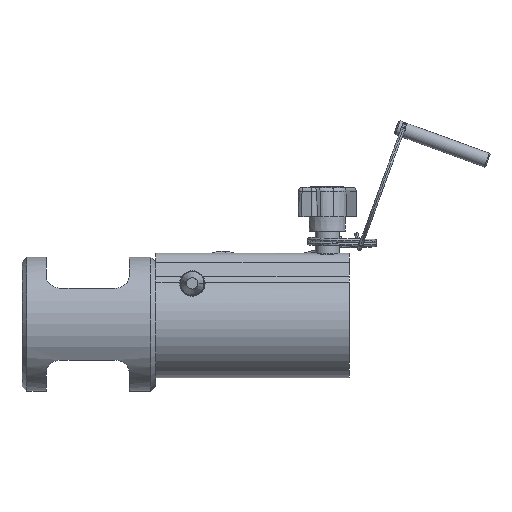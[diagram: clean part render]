
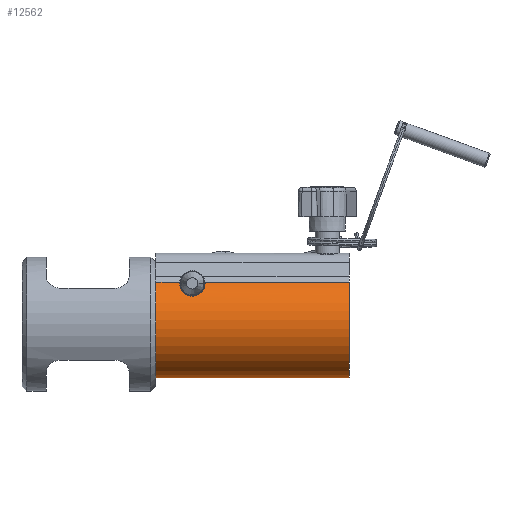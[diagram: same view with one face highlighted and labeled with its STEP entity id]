
A CAD part, left-side view. The second image highlights one B-rep face of the part: STEP entity #12562.
In plain terms, the highlighted cylindrical face has radius 22 mm (diameter 44 mm), a partial arc.
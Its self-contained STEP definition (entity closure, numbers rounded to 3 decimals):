
#44 = CARTESIAN_POINT ( 'NONE',  ( 0., 135., -22. ) ) ;
#45 = CARTESIAN_POINT ( 'NONE',  ( 0., 92.5, -22. ) ) ;
#95 = CARTESIAN_POINT ( 'NONE',  ( -17.74, 81.141, 13.013 ) ) ;
#271 = CARTESIAN_POINT ( 'NONE',  ( -16.691, 82.15, 14.339 ) ) ;
#388 = ORIENTED_EDGE ( 'NONE', *, *, #1174, .F. ) ;
#429 = CARTESIAN_POINT ( 'NONE',  ( -18.724, 77.5, 11.55 ) ) ;
#483 = CARTESIAN_POINT ( 'NONE',  ( 0., 13., 0. ) ) ;
#536 = CARTESIAN_POINT ( 'NONE',  ( -18.02, 74.315, 12.622 ) ) ;
#564 = CARTESIAN_POINT ( 'NONE',  ( -18.724, 77.5, 11.55 ) ) ;
#594 = CARTESIAN_POINT ( 'NONE',  ( -17.31, 73.35, 13.579 ) ) ;
#599 = CARTESIAN_POINT ( 'NONE',  ( -13.588, 72.274, 17.302 ) ) ;
#1174 = EDGE_CURVE ( 'NONE', #7438, #10146, #14850, .T. ) ;
#1373 = CARTESIAN_POINT ( 'NONE',  ( -14.278, 82.778, 16.76 ) ) ;
#1431 = CARTESIAN_POINT ( 'NONE',  ( -18.656, 78.59, 11.66 ) ) ;
#1594 = CARTESIAN_POINT ( 'NONE',  ( -18.189, 80.36, 12.378 ) ) ;
#1803 = VERTEX_POINT ( 'NONE', #45 ) ;
#1872 = EDGE_CURVE ( 'NONE', #13170, #2873, #14488, .T. ) ;
#2384 = AXIS2_PLACEMENT_3D ( 'NONE', #5486, #16070, #10684 ) ;
#2385 = CARTESIAN_POINT ( 'NONE',  ( -13.588, 82.726, 17.302 ) ) ;
#2396 = FACE_OUTER_BOUND ( 'NONE', #14723, .T. ) ;
#2873 = VERTEX_POINT ( 'NONE', #2385 ) ;
#2876 = CARTESIAN_POINT ( 'NONE',  ( -18.589, 79.01, 11.767 ) ) ;
#3016 = CARTESIAN_POINT ( 'NONE',  ( -17.742, 73.863, 13.009 ) ) ;
#3078 = ORIENTED_EDGE ( 'NONE', *, *, #3262, .F. ) ;
#3188 = EDGE_CURVE ( 'NONE', #7438, #13170, #6504, .T. ) ;
#3205 = VECTOR ( 'NONE', #4217, 1000. ) ;
#3262 = EDGE_CURVE ( 'NONE', #1803, #11461, #5504, .T. ) ;
#3413 = DIRECTION ( 'NONE',  ( 0., 0., 1. ) ) ;
#4217 = DIRECTION ( 'NONE',  ( 0., -1., 0. ) ) ;
#4462 = CARTESIAN_POINT ( 'NONE',  ( -13.588, 13., 17.302 ) ) ;
#5486 = CARTESIAN_POINT ( 'NONE',  ( 0., 135., 0. ) ) ;
#5504 = CIRCLE ( 'NONE', #15829, 22. ) ;
#5517 = EDGE_CURVE ( 'NONE', #1803, #10473, #7730, .T. ) ;
#5789 = CARTESIAN_POINT ( 'NONE',  ( -15.842, 72.468, 15.271 ) ) ;
#5847 = CARTESIAN_POINT ( 'NONE',  ( -13.588, 72.274, 17.302 ) ) ;
#5899 = DIRECTION ( 'NONE',  ( 0., 1., 0. ) ) ;
#5982 = EDGE_CURVE ( 'NONE', #10473, #10146, #14352, .T. ) ;
#6199 = CARTESIAN_POINT ( 'NONE',  ( -13.588, 135., 17.302 ) ) ;
#6504 = B_SPLINE_CURVE_WITH_KNOTS ( 'NONE', 3,
 ( #5847, #10933, #14868, #5789, #14928, #13711, #13763, #594, #16244, #15097, #3016, #11098, #536, #7175, #8320, #12370, #15033, #16420, #12308, #429 ),
 .UNSPECIFIED., .F., .F.,
 ( 4, 2, 2, 2, 2, 2, 2, 2, 2, 4 ),
 ( 0., 0.003, 0.004, 0.005, 0.006, 0.007, 0.007, 0.008, 0.009, 0.01 ),
 .UNSPECIFIED. ) ;
#6640 = CARTESIAN_POINT ( 'NONE',  ( -15.842, 82.532, 15.272 ) ) ;
#6744 = ORIENTED_EDGE ( 'NONE', *, *, #1872, .T. ) ;
#6805 = CARTESIAN_POINT ( 'NONE',  ( -18.716, 77.942, 11.564 ) ) ;
#6856 = CARTESIAN_POINT ( 'NONE',  ( -18.546, 79.217, 11.834 ) ) ;
#7175 = CARTESIAN_POINT ( 'NONE',  ( -18.183, 74.651, 12.386 ) ) ;
#7352 = DIRECTION ( 'NONE',  ( 0., 1., 0. ) ) ;
#7438 = VERTEX_POINT ( 'NONE', #599 ) ;
#7730 = LINE ( 'NONE', #44, #12270 ) ;
#7766 = ORIENTED_EDGE ( 'NONE', *, *, #5982, .T. ) ;
#7827 = CARTESIAN_POINT ( 'NONE',  ( -13.588, 92.5, 17.302 ) ) ;
#8070 = CARTESIAN_POINT ( 'NONE',  ( -17.422, 81.535, 13.435 ) ) ;
#8170 = CARTESIAN_POINT ( 'NONE',  ( -17.638, 81.279, 13.15 ) ) ;
#8320 = CARTESIAN_POINT ( 'NONE',  ( -18.257, 74.829, 12.275 ) ) ;
#8366 = CYLINDRICAL_SURFACE ( 'NONE', #2384, 22. ) ;
#9290 = CARTESIAN_POINT ( 'NONE',  ( -17.307, 81.653, 13.584 ) ) ;
#9463 = CARTESIAN_POINT ( 'NONE',  ( -16.948, 81.976, 14.032 ) ) ;
#9516 = CARTESIAN_POINT ( 'NONE',  ( -18.445, 79.617, 11.991 ) ) ;
#10146 = VERTEX_POINT ( 'NONE', #4462 ) ;
#10473 = VERTEX_POINT ( 'NONE', #15732 ) ;
#10684 = DIRECTION ( 'NONE',  ( 0., 0., -1. ) ) ;
#10813 = CARTESIAN_POINT ( 'NONE',  ( -13.588, 135., 17.302 ) ) ;
#10933 = CARTESIAN_POINT ( 'NONE',  ( -14.279, 72.222, 16.759 ) ) ;
#10966 = AXIS2_PLACEMENT_3D ( 'NONE', #483, #5899, #15095 ) ;
#11098 = CARTESIAN_POINT ( 'NONE',  ( -17.932, 74.157, 12.747 ) ) ;
#11445 = DIRECTION ( 'NONE',  ( 0., -1., 0. ) ) ;
#11461 = VERTEX_POINT ( 'NONE', #7827 ) ;
#11905 = VECTOR ( 'NONE', #11445, 1000. ) ;
#11989 = CARTESIAN_POINT ( 'NONE',  ( -18.681, 78.377, 11.619 ) ) ;
#11998 = ORIENTED_EDGE ( 'NONE', *, *, #5517, .T. ) ;
#12039 = CARTESIAN_POINT ( 'NONE',  ( -18.724, 77.5, 11.55 ) ) ;
#12098 = CARTESIAN_POINT ( 'NONE',  ( -13.588, 82.726, 17.302 ) ) ;
#12270 = VECTOR ( 'NONE', #14775, 1000. ) ;
#12308 = CARTESIAN_POINT ( 'NONE',  ( -18.724, 77.06, 11.55 ) ) ;
#12370 = CARTESIAN_POINT ( 'NONE',  ( -18.454, 75.38, 11.979 ) ) ;
#12562 = ADVANCED_FACE ( 'NONE', ( #2396 ), #8366, .T. ) ;
#13170 = VERTEX_POINT ( 'NONE', #564 ) ;
#13426 = ORIENTED_EDGE ( 'NONE', *, *, #3188, .T. ) ;
#13580 = EDGE_CURVE ( 'NONE', #11461, #2873, #14575, .T. ) ;
#13711 = CARTESIAN_POINT ( 'NONE',  ( -16.693, 72.852, 14.336 ) ) ;
#13763 = CARTESIAN_POINT ( 'NONE',  ( -16.951, 73.026, 14.029 ) ) ;
#14147 = ORIENTED_EDGE ( 'NONE', *, *, #13580, .F. ) ;
#14352 = CIRCLE ( 'NONE', #10966, 22. ) ;
#14488 = B_SPLINE_CURVE_WITH_KNOTS ( 'NONE', 3,
 ( #12039, #14776, #6805, #11989, #1431, #2876, #6856, #9516, #14664, #1594, #14597, #95, #8170, #8070, #9290, #9463, #271, #16046, #6640, #14719, #1373, #12098 ),
 .UNSPECIFIED., .F., .F.,
 ( 4, 2, 2, 2, 2, 2, 2, 2, 2, 2, 4 ),
 ( 0.01, 0.011, 0.012, 0.012, 0.013, 0.014, 0.015, 0.016, 0.017, 0.018, 0.021 ),
 .UNSPECIFIED. ) ;
#14575 = LINE ( 'NONE', #10813, #3205 ) ;
#14597 = CARTESIAN_POINT ( 'NONE',  ( -18.024, 80.699, 12.619 ) ) ;
#14664 = CARTESIAN_POINT ( 'NONE',  ( -18.387, 79.809, 12.08 ) ) ;
#14719 = CARTESIAN_POINT ( 'NONE',  ( -14.928, 82.751, 16.183 ) ) ;
#14723 = EDGE_LOOP ( 'NONE', ( #3078, #11998, #7766, #388, #13426, #6744, #14147 ) ) ;
#14775 = DIRECTION ( 'NONE',  ( 0., -1., 0. ) ) ;
#14776 = CARTESIAN_POINT ( 'NONE',  ( -18.724, 77.72, 11.55 ) ) ;
#14850 = LINE ( 'NONE', #6199, #11905 ) ;
#14868 = CARTESIAN_POINT ( 'NONE',  ( -14.929, 72.249, 16.182 ) ) ;
#14928 = CARTESIAN_POINT ( 'NONE',  ( -16.139, 72.572, 14.957 ) ) ;
#15033 = CARTESIAN_POINT ( 'NONE',  ( -18.554, 75.776, 11.822 ) ) ;
#15095 = DIRECTION ( 'NONE',  ( 0., 0., 1. ) ) ;
#15097 = CARTESIAN_POINT ( 'NONE',  ( -17.641, 73.725, 13.146 ) ) ;
#15732 = CARTESIAN_POINT ( 'NONE',  ( 0., 13., -22. ) ) ;
#15829 = AXIS2_PLACEMENT_3D ( 'NONE', #16481, #7352, #3413 ) ;
#16046 = CARTESIAN_POINT ( 'NONE',  ( -16.138, 82.428, 14.957 ) ) ;
#16070 = DIRECTION ( 'NONE',  ( 0., -1., 0. ) ) ;
#16244 = CARTESIAN_POINT ( 'NONE',  ( -17.425, 73.469, 13.431 ) ) ;
#16420 = CARTESIAN_POINT ( 'NONE',  ( -18.691, 76.627, 11.605 ) ) ;
#16481 = CARTESIAN_POINT ( 'NONE',  ( 0., 92.5, 0. ) ) ;
